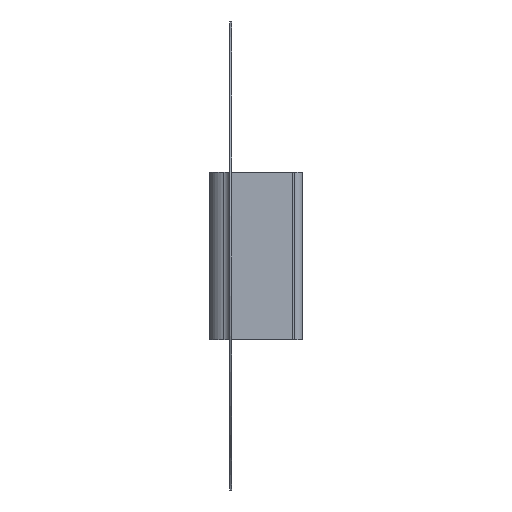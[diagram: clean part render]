
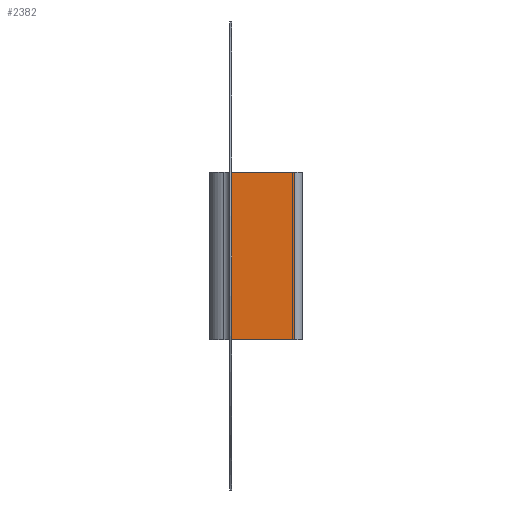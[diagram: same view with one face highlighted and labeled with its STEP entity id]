
A CAD part, left-side view. The second image highlights one B-rep face of the part: STEP entity #2382.
In plain terms, the highlighted planar face has unit normal (-1, 0, 0).
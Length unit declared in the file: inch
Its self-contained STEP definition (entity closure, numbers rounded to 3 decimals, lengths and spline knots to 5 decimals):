
#832=DIRECTION('',(0.,0.,-1.));
#833=VECTOR('',#832,1.25);
#834=CARTESIAN_POINT('',(4.15,-0.485,2.425));
#835=LINE('',#834,#833);
#836=DIRECTION('',(0.,-1.,0.));
#837=VECTOR('',#836,0.485);
#838=CARTESIAN_POINT('',(4.15,0.,1.175));
#839=LINE('',#838,#837);
#840=DIRECTION('',(0.,0.,1.));
#841=VECTOR('',#840,1.25);
#842=CARTESIAN_POINT('',(4.15,0.,1.175));
#843=LINE('',#842,#841);
#844=DIRECTION('',(0.,-1.,0.));
#845=VECTOR('',#844,0.485);
#846=CARTESIAN_POINT('',(4.15,0.,2.425));
#847=LINE('',#846,#845);
#973=CARTESIAN_POINT('',(4.15,0.,1.175));
#974=CARTESIAN_POINT('',(4.15,0.,2.425));
#975=VERTEX_POINT('',#973);
#976=VERTEX_POINT('',#974);
#1198=CARTESIAN_POINT('',(4.15,-0.485,1.175));
#1200=VERTEX_POINT('',#1198);
#1201=CARTESIAN_POINT('',(4.15,-0.485,2.425));
#1202=VERTEX_POINT('',#1201);
#2370=CARTESIAN_POINT('',(4.15,0.,0.));
#2371=DIRECTION('',(-1.,0.,0.));
#2372=DIRECTION('',(0.,-1.,0.));
#2373=AXIS2_PLACEMENT_3D('',#2370,#2371,#2372);
#2374=PLANE('',#2373);
#2375=ORIENTED_EDGE('',*,*,#2359,.T.);
#2376=ORIENTED_EDGE('',*,*,#2218,.F.);
#2378=ORIENTED_EDGE('',*,*,#2377,.T.);
#2379=ORIENTED_EDGE('',*,*,#2273,.T.);
#2380=EDGE_LOOP('',(#2375,#2376,#2378,#2379));
#2381=FACE_OUTER_BOUND('',#2380,.F.);
#2382=ADVANCED_FACE('',(#2381),#2374,.T.);
#2218=EDGE_CURVE('',#975,#1200,#839,.T.);
#2273=EDGE_CURVE('',#976,#1202,#847,.T.);
#2359=EDGE_CURVE('',#1202,#1200,#835,.T.);
#2377=EDGE_CURVE('',#975,#976,#843,.T.);
